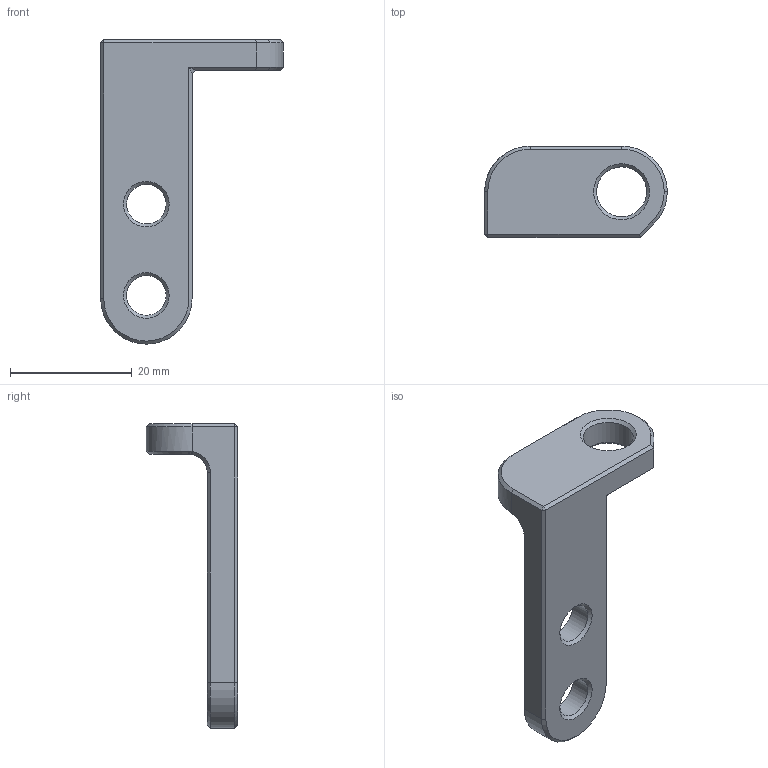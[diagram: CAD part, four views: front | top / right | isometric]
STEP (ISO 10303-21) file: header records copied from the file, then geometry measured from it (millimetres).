
FILE_DESCRIPTION(/* description */ (''),/* implementation_level */ '2;1');
FILE_NAME(/* name */ 'Inductive Sensor Mount.step',/* time_stamp */ '2024-04-15T14:45:34-07:00',/* author */ (''),/* organization */ (''),/* preprocessor_version */ 'ST-DEVELOPER v20',/* originating_system */ 'Autodesk Translation Framework v12.20.1.177',/* authorisation */ '');
FILE_SCHEMA (('AUTOMOTIVE_DESIGN { 1 0 10303 214 3 1 1 }'));
Length unit declared in the file: millimetre
Products named in the file (1): XRoller Sensor Mount
Bounding box: 30 x 15 x 50 mm (x, y, z)
Volume: 4601.6 mm3; surface area: 2928.9 mm2
Topology: 1 solids, 1 shells, 51 faces, 113 edges, 66 vertices
Faces by surface type: plane 24, cone 14, cylinder 10, bspline 3
Full cylindrical faces by diameter (mm): 6.5 x2, 8.2 x1, 10.5 x2
Entity records: 1468 total; most frequent: CARTESIAN_POINT 300, DIRECTION 236, ORIENTED_EDGE 226, EDGE_CURVE 113, AXIS2_PLACEMENT_3D 83, LINE 70, VECTOR 70, VERTEX_POINT 66
